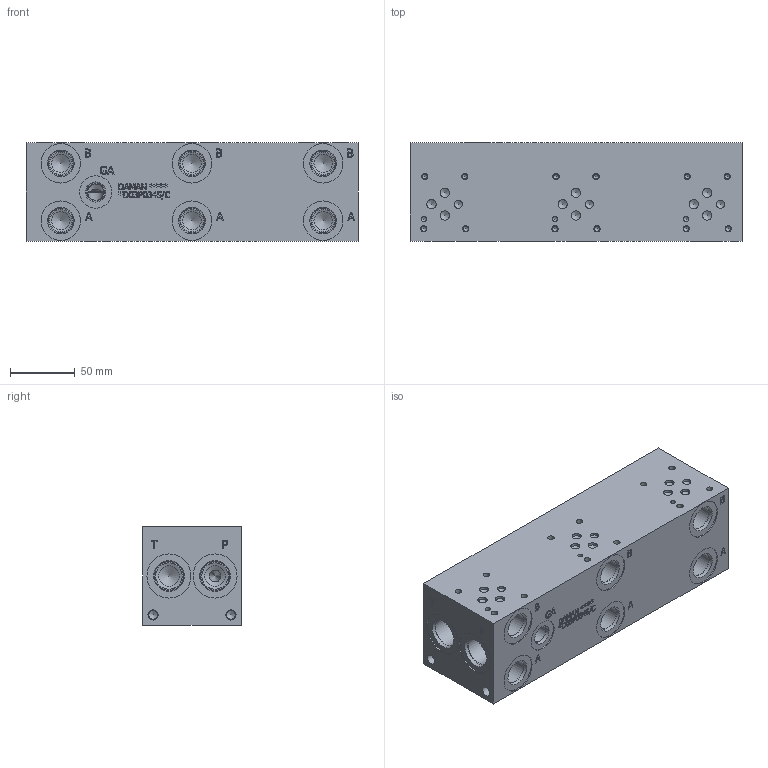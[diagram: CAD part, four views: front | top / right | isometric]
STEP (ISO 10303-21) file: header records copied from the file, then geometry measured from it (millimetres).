
FILE_DESCRIPTION(/* description */ (''),/* implementation_level */ '2;1');
FILE_NAME(/* name */ '_D03P034S_C.stp',/* time_stamp */ '2021-07-23T14:07:10-04:00',/* author */ ('anthonyv'),/* organization */ (''),/* preprocessor_version */ 'ST-DEVELOPER v18.1',/* originating_system */ 'Autodesk Inventor 2021',/* authorisation */ '');
FILE_SCHEMA (('AUTOMOTIVE_DESIGN { 1 0 10303 214 3 1 1 }'));
Length unit declared in the file: millimetre
Products named in the file (1): _D03P034S_C
Bounding box: 257.18 x 76.2 x 76.2 mm (x, y, z)
Volume: 1381315.1 mm3; surface area: 115726 mm2
Topology: 1 solids, 1 shells, 807 faces, 2205 edges, 1494 vertices
Faces by surface type: plane 411, bspline 190, cylinder 118, cone 88
Full cylindrical faces by diameter (mm): 3.785 x12, 3.962 x3, 4.826 x12, 6.35 x3, 6.528 x4, 7.137 x9, 7.925 x4, 11.989 x1, 12.9 x1, 14.275 x1, 14.29 x1, 14.3 x6, 14.529 x1, 15.875 x5, 15.9 x1, 17.501 x7, 19.05 x7, 19.253 x7, 20.447 x4, 20.62 x1, 22.225 x3, 22.23 x2, 22.54 x1, 22.555 x4, 23.368 x1, 23.901 x3, 25.019 x1, 30.16 x1, 30.632 x6, 34.138 x4
Entity records: 27073 total; most frequent: CARTESIAN_POINT 7005, ORIENTED_EDGE 4326, DIRECTION 3447, EDGE_CURVE 2163, VERTEX_POINT 1494, LINE 1335, VECTOR 1335, AXIS2_PLACEMENT_3D 1056
